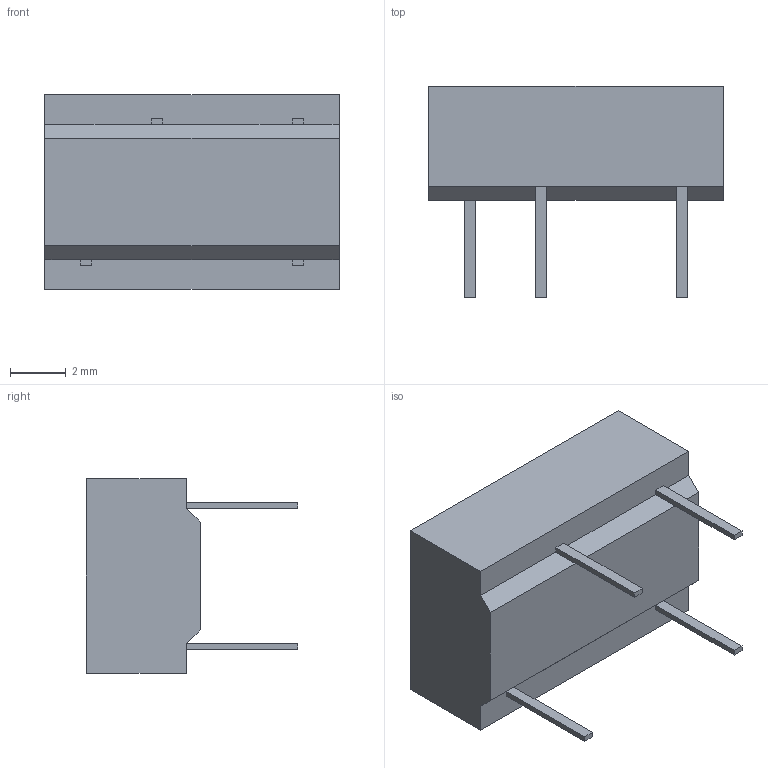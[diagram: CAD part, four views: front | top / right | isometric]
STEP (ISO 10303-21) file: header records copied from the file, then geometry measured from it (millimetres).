
FILE_DESCRIPTION(('STEP AP214'),'1');
FILE_NAME('20733.stp','2018-09-10T16:59:57',('TraceParts'),('TraceParts S.A.'),'Spatial InterOp 3D',' ',' ');
FILE_SCHEMA(('automotive_design'));
Length unit declared in the file: millimetre
Products named in the file (1): 20733
Bounding box: 10.6 x 7.6 x 7 mm (x, y, z)
Volume: 291.6 mm3; surface area: 303.1 mm2
Topology: 1 solids, 1 shells, 30 faces, 76 edges, 48 vertices
Faces by surface type: plane 30
Entity records: 1752 total; most frequent: CARTESIAN_POINT 155, STYLED_ITEM 154, PRESENTATION_STYLE_ASSIGNMENT 154, COLOUR_RGB 154, ORIENTED_EDGE 152, DIRECTION 138, EDGE_CURVE 76, CURVE_STYLE 76
